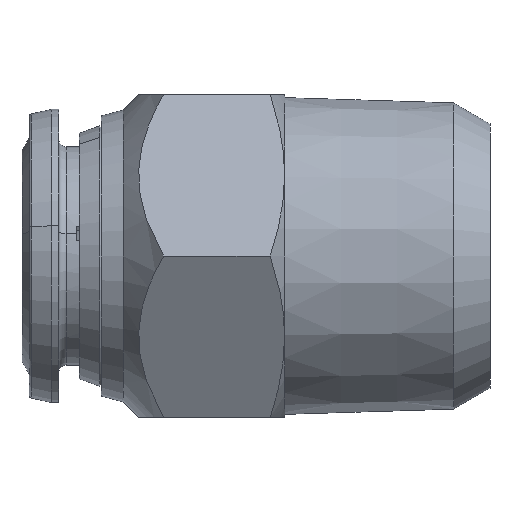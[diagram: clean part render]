
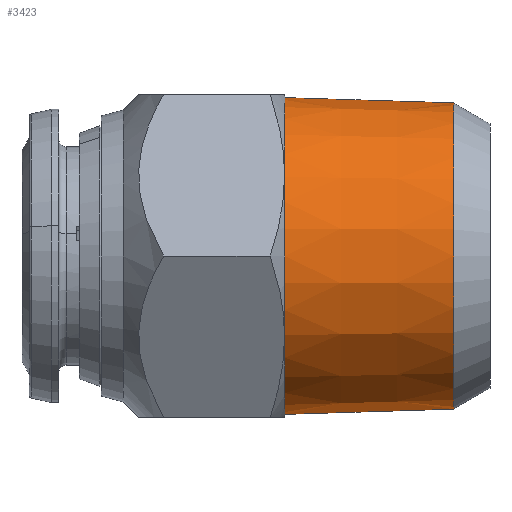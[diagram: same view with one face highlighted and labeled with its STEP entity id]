
A CAD part, left-side view. The second image highlights one B-rep face of the part: STEP entity #3423.
In plain terms, the highlighted conical face has half-angle 1.79 degrees and reference radius 10.435 mm.
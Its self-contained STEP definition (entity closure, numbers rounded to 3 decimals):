
#8 = DIRECTION ( 'NONE',  ( 0., 0., -1. ) ) ;
#10 = DIRECTION ( 'NONE',  ( 0., -1., 0. ) ) ;
#12 = CARTESIAN_POINT ( 'NONE',  ( 0., 14., 0. ) ) ;
#17 = DIRECTION ( 'NONE',  ( 0., 0., -1. ) ) ;
#18 = DIRECTION ( 'NONE',  ( 0., -1., 0. ) ) ;
#19 = CARTESIAN_POINT ( 'NONE',  ( 0., 2.485, 0. ) ) ;
#233 = CARTESIAN_POINT ( 'NONE',  ( 0., 2.485, 0. ) ) ;
#234 = DIRECTION ( 'NONE',  ( 0., 1., 0. ) ) ;
#242 = DIRECTION ( 'NONE',  ( 0., 0., 1. ) ) ;
#651 = CARTESIAN_POINT ( 'NONE',  ( 0., 14., 10.795 ) ) ;
#658 = CARTESIAN_POINT ( 'NONE',  ( 0., 14., -10.795 ) ) ;
#669 = CARTESIAN_POINT ( 'NONE',  ( 0., 2.485, -10.435 ) ) ;
#677 = CARTESIAN_POINT ( 'NONE',  ( 0., 2.485, 10.435 ) ) ;
#1355 = AXIS2_PLACEMENT_3D ( 'NONE', #233, #234, #242 ) ;
#1592 = AXIS2_PLACEMENT_3D ( 'NONE', #19, #18, #17 ) ;
#1593 = AXIS2_PLACEMENT_3D ( 'NONE', #12, #10, #8 ) ;
#2018 = LINE ( 'NONE', #3203, #2022 ) ;
#2022 = VECTOR ( 'NONE', #3206, 1000. ) ;
#2023 = LINE ( 'NONE', #3196, #2025 ) ;
#2025 = VECTOR ( 'NONE', #3204, 1000. ) ;
#2123 = CIRCLE ( 'NONE', #1592, 10.435 ) ;
#2124 = CIRCLE ( 'NONE', #1593, 10.795 ) ;
#2391 = ORIENTED_EDGE ( 'NONE', *, *, #2762, .F. ) ;
#2392 = ORIENTED_EDGE ( 'NONE', *, *, #2844, .F. ) ;
#2393 = ORIENTED_EDGE ( 'NONE', *, *, #2764, .T. ) ;
#2394 = ORIENTED_EDGE ( 'NONE', *, *, #2845, .T. ) ;
#2487 = EDGE_LOOP ( 'NONE', ( #2391, #2392, #2393, #2394 ) ) ;
#2762 = EDGE_CURVE ( 'NONE', #3788, #3714, #2018, .T. ) ;
#2764 = EDGE_CURVE ( 'NONE', #3794, #3716, #2023, .T. ) ;
#2844 = EDGE_CURVE ( 'NONE', #3794, #3788, #2123, .T. ) ;
#2845 = EDGE_CURVE ( 'NONE', #3716, #3714, #2124, .T. ) ;
#3196 = CARTESIAN_POINT ( 'NONE',  ( 0., 2.485, 10.435 ) ) ;
#3203 = CARTESIAN_POINT ( 'NONE',  ( 0., 2.485, -10.435 ) ) ;
#3204 = DIRECTION ( 'NONE',  ( 0., 1., 0.031 ) ) ;
#3206 = DIRECTION ( 'NONE',  ( 0., 1., -0.031 ) ) ;
#3351 = FACE_OUTER_BOUND ( 'NONE', #2487, .T. ) ;
#3360 = CONICAL_SURFACE ( 'NONE', #1355, 10.435, 0.031 ) ;
#3423 = ADVANCED_FACE ( 'NONE', ( #3351 ), #3360, .T. ) ;
#3714 = VERTEX_POINT ( 'NONE', #658 ) ;
#3716 = VERTEX_POINT ( 'NONE', #651 ) ;
#3788 = VERTEX_POINT ( 'NONE', #669 ) ;
#3794 = VERTEX_POINT ( 'NONE', #677 ) ;
